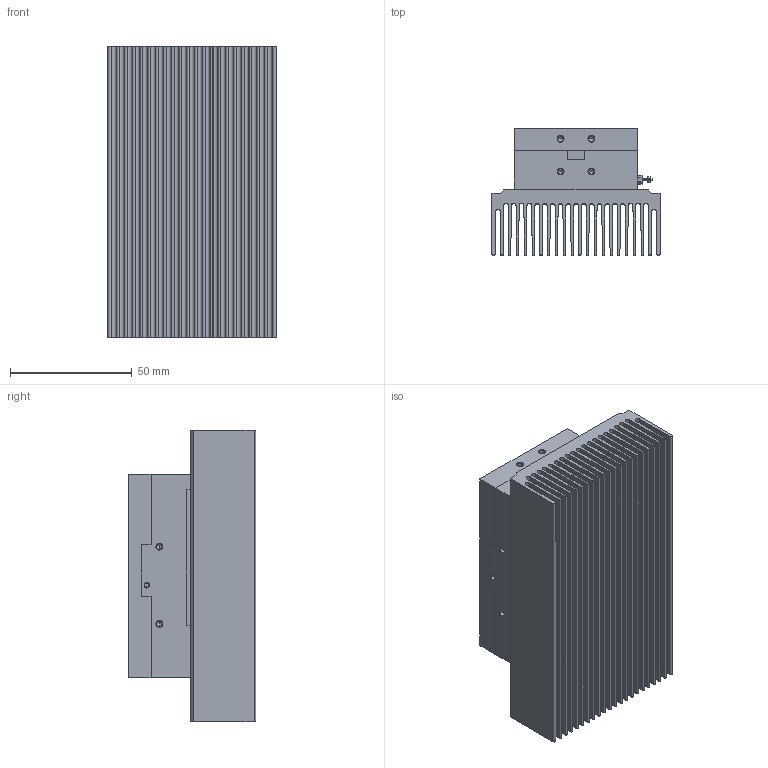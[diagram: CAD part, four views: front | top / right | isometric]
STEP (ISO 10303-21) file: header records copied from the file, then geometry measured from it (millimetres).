
FILE_DESCRIPTION (( 'STEP AP214' ), '1' );
FILE_NAME ('FMWGA3216_3D.step', '2023-01-26T23:42:55', ( '' ), ( '' ), 'SwSTEP 2.0', 'SolidWorks 2022', '' );
FILE_SCHEMA (( 'AUTOMOTIVE_DESIGN' ));
Length unit declared in the file: inch
Products named in the file (1): FMWGA3216_3D
Bounding box: 69.09 x 52.35 x 119.94 mm (x, y, z)
Volume: 215176.3 mm3; surface area: 135322.7 mm2
Topology: 1 solids, 1 shells, 839 faces, 2133 edges, 1364 vertices
Faces by surface type: plane 458, bspline 142, cylinder 129, cone 110
Entity records: 31724 total; most frequent: CARTESIAN_POINT 12396, ORIENTED_EDGE 4226, DIRECTION 3493, EDGE_CURVE 2113, LINE 1393, VECTOR 1393, VERTEX_POINT 1364, AXIS2_PLACEMENT_3D 1050
